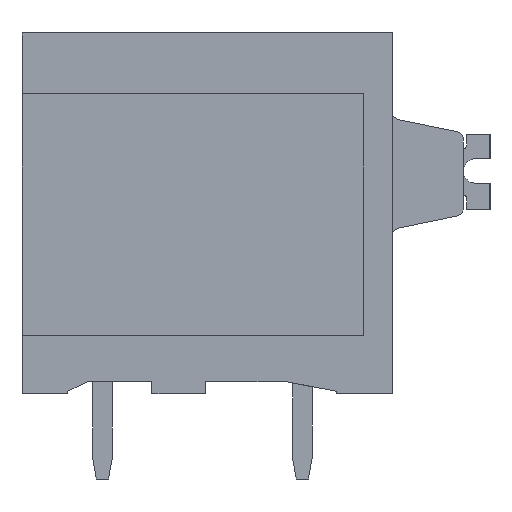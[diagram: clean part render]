
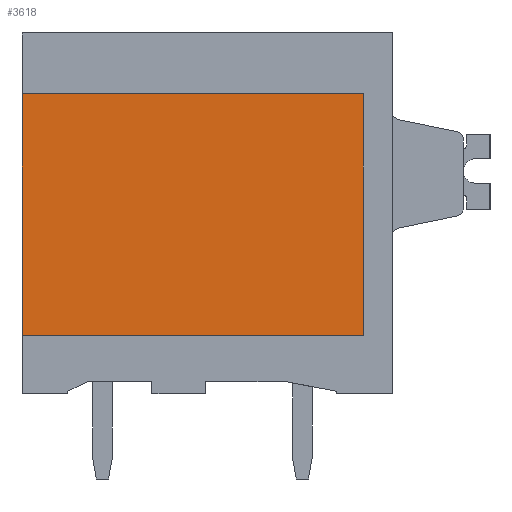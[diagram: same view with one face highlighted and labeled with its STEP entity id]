
A CAD part, left-side view. The second image highlights one B-rep face of the part: STEP entity #3618.
In plain terms, the highlighted planar face has unit normal (-1, 0, 0).
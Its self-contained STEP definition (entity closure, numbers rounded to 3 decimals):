
#3598=AXIS2_PLACEMENT_3D('Plane Axis2P3D',#3595,#3596,#3597) ;
#951=CARTESIAN_POINT('Vertex',(1.1,19.2,5.9)) ;
#954=CARTESIAN_POINT('Line Origine',(1.1,19.2,10.85)) ;
#958=CARTESIAN_POINT('Vertex',(1.1,19.2,15.8)) ;
#3579=CARTESIAN_POINT('Vertex',(1.1,5.2,5.9)) ;
#3582=CARTESIAN_POINT('Line Origine',(1.1,12.2,5.9)) ;
#3595=CARTESIAN_POINT('Axis2P3D Location',(1.1,0.,0.)) ;
#3600=CARTESIAN_POINT('Line Origine',(1.1,5.2,10.85)) ;
#3604=CARTESIAN_POINT('Vertex',(1.1,5.2,15.8)) ;
#3607=CARTESIAN_POINT('Line Origine',(1.1,12.2,15.8)) ;
#955=DIRECTION('Vector Direction',(0.,0.,1.)) ;
#3583=DIRECTION('Vector Direction',(0.,1.,0.)) ;
#3596=DIRECTION('Axis2P3D Direction',(-1.,0.,0.)) ;
#3597=DIRECTION('Axis2P3D XDirection',(0.,-1.,0.)) ;
#3601=DIRECTION('Vector Direction',(0.,0.,1.)) ;
#3608=DIRECTION('Vector Direction',(0.,1.,0.)) ;
#956=VECTOR('Line Direction',#955,1.) ;
#3584=VECTOR('Line Direction',#3583,1.) ;
#3602=VECTOR('Line Direction',#3601,1.) ;
#3609=VECTOR('Line Direction',#3608,1.) ;
#3613=ORIENTED_EDGE('',*,*,#3586,.F.) ;
#3614=ORIENTED_EDGE('',*,*,#3606,.T.) ;
#3615=ORIENTED_EDGE('',*,*,#3611,.T.) ;
#3616=ORIENTED_EDGE('',*,*,#960,.F.) ;
#3618=ADVANCED_FACE('_LMF 5.08/12/90 3.5SN OR BX 1330820000',(#3617),#3599,.T.) ;
#960=EDGE_CURVE('',#952,#959,#957,.T.) ;
#3586=EDGE_CURVE('',#3580,#952,#3585,.T.) ;
#3606=EDGE_CURVE('',#3580,#3605,#3603,.T.) ;
#3611=EDGE_CURVE('',#3605,#959,#3610,.T.) ;
#3612=EDGE_LOOP('',(#3613,#3614,#3615,#3616)) ;
#3617=FACE_OUTER_BOUND('',#3612,.T.) ;
#957=LINE('Line',#954,#956) ;
#3585=LINE('Line',#3582,#3584) ;
#3603=LINE('Line',#3600,#3602) ;
#3610=LINE('Line',#3607,#3609) ;
#3599=PLANE('',#3598) ;
#952=VERTEX_POINT('',#951) ;
#959=VERTEX_POINT('',#958) ;
#3580=VERTEX_POINT('',#3579) ;
#3605=VERTEX_POINT('',#3604) ;
